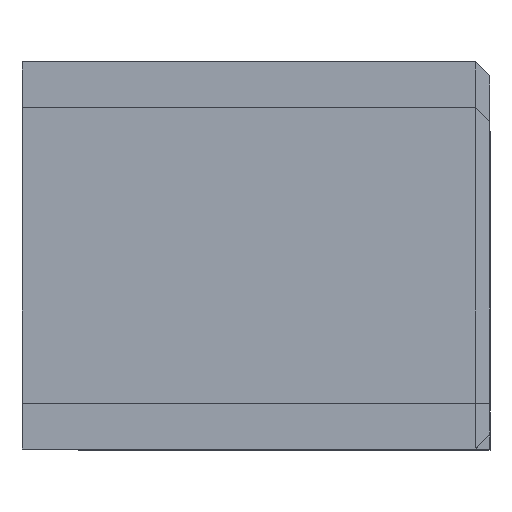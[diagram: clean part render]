
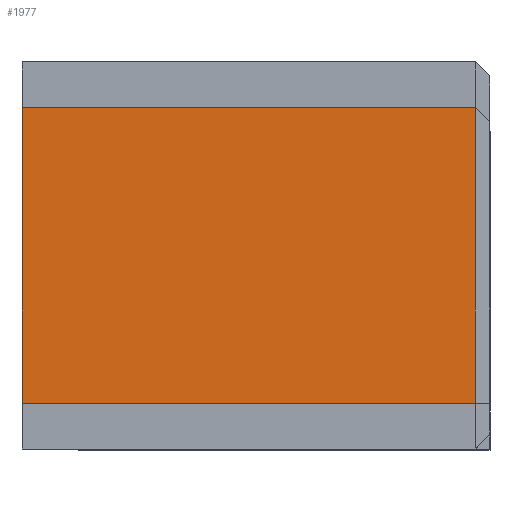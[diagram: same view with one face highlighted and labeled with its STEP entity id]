
A CAD part, top view. The second image highlights one B-rep face of the part: STEP entity #1977.
In plain terms, the highlighted planar face has unit normal (0, 0, 1).
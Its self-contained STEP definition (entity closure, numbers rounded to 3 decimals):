
#84=PLANE('',#2144);
#174=FACE_OUTER_BOUND('',#298,.T.);
#298=EDGE_LOOP('',(#1660,#1661,#1662,#1663));
#455=LINE('',#3003,#654);
#522=LINE('',#3466,#721);
#532=LINE('',#3484,#731);
#533=LINE('',#3486,#732);
#654=VECTOR('',#2384,10.);
#721=VECTOR('',#2545,10.);
#731=VECTOR('',#2563,10.);
#732=VECTOR('',#2566,10.);
#923=VERTEX_POINT('',#3000);
#924=VERTEX_POINT('',#3002);
#984=VERTEX_POINT('',#3464);
#985=VERTEX_POINT('',#3465);
#1124=EDGE_CURVE('',#923,#924,#455,.T.);
#1222=EDGE_CURVE('',#984,#985,#522,.T.);
#1232=EDGE_CURVE('',#923,#985,#532,.T.);
#1233=EDGE_CURVE('',#924,#984,#533,.T.);
#1660=ORIENTED_EDGE('',*,*,#1222,.F.);
#1661=ORIENTED_EDGE('',*,*,#1233,.F.);
#1662=ORIENTED_EDGE('',*,*,#1124,.F.);
#1663=ORIENTED_EDGE('',*,*,#1232,.T.);
#1977=ADVANCED_FACE('',(#174),#84,.T.);
#2144=AXIS2_PLACEMENT_3D('',#3485,#2564,#2565);
#2384=DIRECTION('',(0.,1.,0.));
#2545=DIRECTION('',(0.,-1.,0.));
#2563=DIRECTION('',(1.,0.,0.));
#2564=DIRECTION('center_axis',(0.,0.,
1.));
#2565=DIRECTION('ref_axis',(0.,-1.,0.));
#2566=DIRECTION('',(1.,0.,0.));
#3000=CARTESIAN_POINT('',(-10.,-137.486,-43.086));
#3002=CARTESIAN_POINT('',(-10.,-97.986,-43.086));
#3003=CARTESIAN_POINT('',(-10.,-137.486,-43.086));
#3464=CARTESIAN_POINT('',(50.5,-97.986,-43.086));
#3465=CARTESIAN_POINT('',(50.5,-137.486,-43.086));
#3466=CARTESIAN_POINT('',(50.5,-118.361,-43.086));
#3484=CARTESIAN_POINT('',(48.25,-137.486,-43.086));
#3485=CARTESIAN_POINT('Origin',(-10.,-97.986,-43.086));
#3486=CARTESIAN_POINT('',(-10.,-97.986,-43.086));
